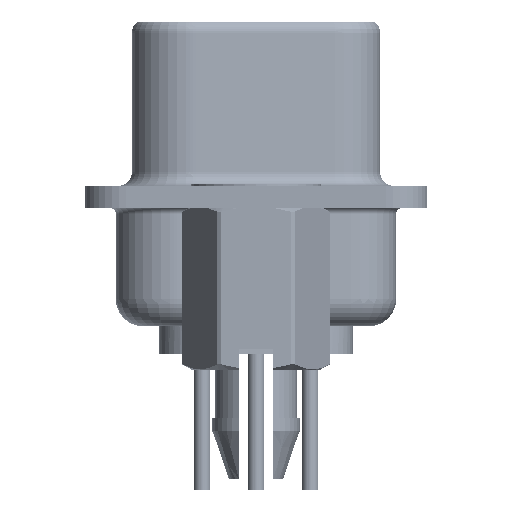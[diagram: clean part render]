
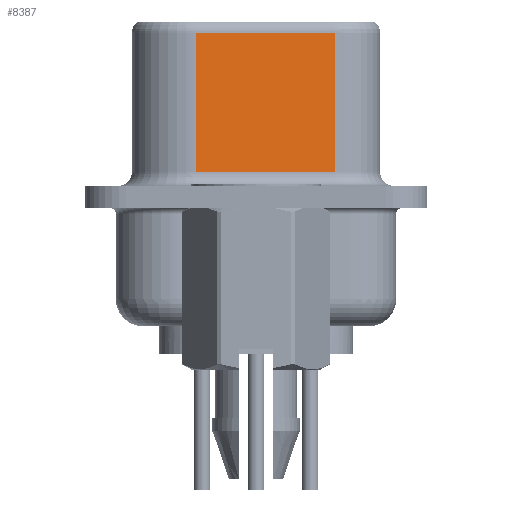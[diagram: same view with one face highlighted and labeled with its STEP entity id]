
A CAD part, left-side view. The second image highlights one B-rep face of the part: STEP entity #8387.
In plain terms, the highlighted planar face has unit normal (-0.985, -0.174, 0).
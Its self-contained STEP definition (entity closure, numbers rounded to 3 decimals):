
#367 = LINE ( 'NONE', #24490, #19292 ) ;
#502 = ORIENTED_EDGE ( 'NONE', *, *, #30533, .T. ) ;
#1058 = VERTEX_POINT ( 'NONE', #18679 ) ;
#1652 = VECTOR ( 'NONE', #18740, 1000. ) ;
#5501 = DIRECTION ( 'NONE',  ( 0., 0., -1. ) ) ;
#7798 = EDGE_LOOP ( 'NONE', ( #10653, #31299, #502, #27434 ) ) ;
#7969 = VERTEX_POINT ( 'NONE', #16501 ) ;
#8387 = ADVANCED_FACE ( 'NONE', ( #22240 ), #16980, .F. ) ;
#8742 = AXIS2_PLACEMENT_3D ( 'NONE', #32933, #30303, #29945 ) ;
#10653 = ORIENTED_EDGE ( 'NONE', *, *, #22269, .F. ) ;
#13668 = VERTEX_POINT ( 'NONE', #17863 ) ;
#16474 = LINE ( 'NONE', #21395, #21922 ) ;
#16501 = CARTESIAN_POINT ( 'NONE',  ( 3.62, 2.203, 0.9 ) ) ;
#16980 = PLANE ( 'NONE',  #8742 ) ;
#17483 = VERTEX_POINT ( 'NONE', #33138 ) ;
#17863 = CARTESIAN_POINT ( 'NONE',  ( 4.52, -2.897, 6. ) ) ;
#18574 = LINE ( 'NONE', #21541, #1652 ) ;
#18679 = CARTESIAN_POINT ( 'NONE',  ( 4.52, -2.897, 0.9 ) ) ;
#18740 = DIRECTION ( 'NONE',  ( 0., 0., -1. ) ) ;
#19292 = VECTOR ( 'NONE', #24830, 1000. ) ;
#19319 = LINE ( 'NONE', #24408, #25797 ) ;
#21395 = CARTESIAN_POINT ( 'NONE',  ( 3.62, 2.203, 6.5 ) ) ;
#21541 = CARTESIAN_POINT ( 'NONE',  ( 4.52, -2.897, 6.5 ) ) ;
#21922 = VECTOR ( 'NONE', #5501, 1000. ) ;
#22240 = FACE_OUTER_BOUND ( 'NONE', #7798, .T. ) ;
#22269 = EDGE_CURVE ( 'NONE', #13668, #1058, #18574, .T. ) ;
#24408 = CARTESIAN_POINT ( 'NONE',  ( 4.52, -2.897, 0.9 ) ) ;
#24490 = CARTESIAN_POINT ( 'NONE',  ( 4.52, -2.897, 6. ) ) ;
#24830 = DIRECTION ( 'NONE',  ( -0.174, 0.985, 0. ) ) ;
#25797 = VECTOR ( 'NONE', #32459, 1000. ) ;
#26656 = EDGE_CURVE ( 'NONE', #13668, #17483, #367, .T. ) ;
#27434 = ORIENTED_EDGE ( 'NONE', *, *, #28789, .T. ) ;
#28789 = EDGE_CURVE ( 'NONE', #7969, #1058, #19319, .T. ) ;
#29945 = DIRECTION ( 'NONE',  ( -0.174, 0.985, 0. ) ) ;
#30303 = DIRECTION ( 'NONE',  ( 0.985, 0.174, 0. ) ) ;
#30533 = EDGE_CURVE ( 'NONE', #17483, #7969, #16474, .T. ) ;
#31299 = ORIENTED_EDGE ( 'NONE', *, *, #26656, .T. ) ;
#32459 = DIRECTION ( 'NONE',  ( 0.174, -0.985, 0. ) ) ;
#32933 = CARTESIAN_POINT ( 'NONE',  ( 4.52, -2.897, 6.5 ) ) ;
#33138 = CARTESIAN_POINT ( 'NONE',  ( 3.62, 2.203, 6. ) ) ;
